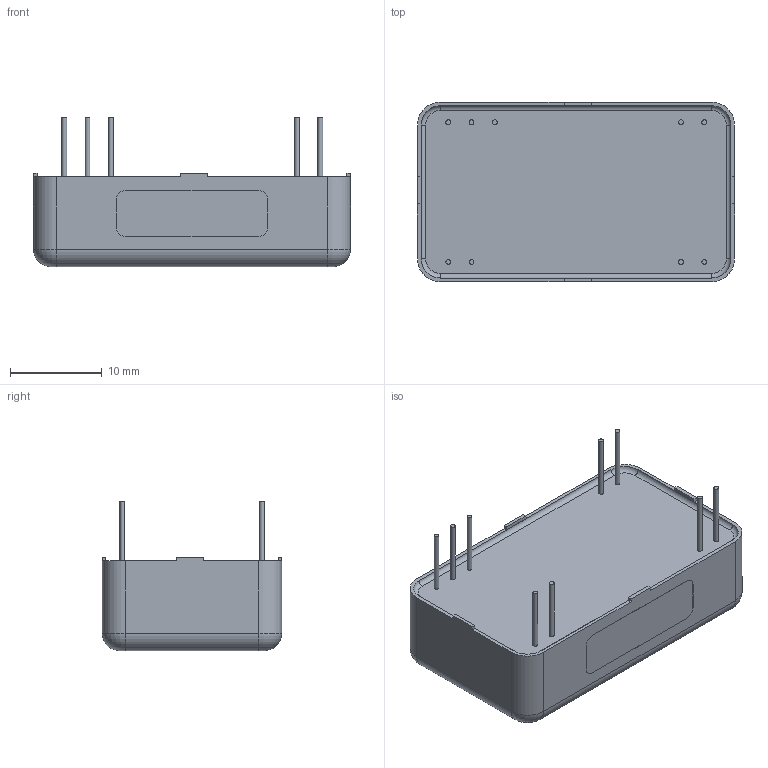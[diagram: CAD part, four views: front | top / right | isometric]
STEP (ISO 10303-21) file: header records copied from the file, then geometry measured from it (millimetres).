
FILE_DESCRIPTION(/* description */ ('Alibre Inc.'),/* implementation_level */ '2;1');
FILE_NAME(/* name */ 'export0',/* time_stamp */ '2011-06-21T11:53:15+02:00',/* author */ (''),/* organization */ (''),/* preprocessor_version */ 'ST-DEVELOPER v12',/* originating_system */ 'Alibre',/* authorisation */ '');
FILE_SCHEMA (('AUTOMOTIVE_DESIGN'));
Length unit declared in the file: centimetre
Bounding box: 34.6 x 19.61 x 16.31 mm (x, y, z)
Volume: 656.3 mm3; surface area: 4589.4 mm2
Topology: 1 solids, 2 shells, 413 faces, 1079 edges, 720 vertices
Faces by surface type: plane 292, bspline 55, cylinder 54, torus 12
Full cylindrical faces by diameter (mm): 0.53 x18, 0.621 x1, 0.629 x1, 0.9 x9, 2 x1
Entity records: 11963 total; most frequent: CARTESIAN_POINT 2636, ORIENTED_EDGE 2062, DIRECTION 1428, EDGE_CURVE 1031, VECTOR 793, LINE 793, VERTEX_POINT 702, EDGE_LOOP 493
